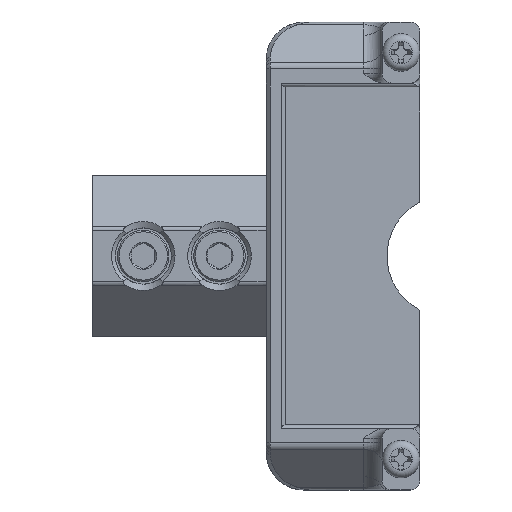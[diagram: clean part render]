
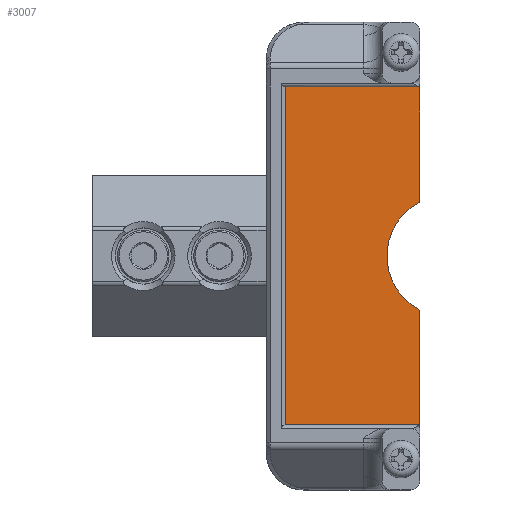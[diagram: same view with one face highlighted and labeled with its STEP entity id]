
A CAD part, top view. The second image highlights one B-rep face of the part: STEP entity #3007.
In plain terms, the highlighted planar face has unit normal (0, 0, 1).
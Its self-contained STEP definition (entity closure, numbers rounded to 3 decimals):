
#57=ELLIPSE('',#3338,1.,0.75);
#58=ELLIPSE('',#3339,1.,0.75);
#59=ELLIPSE('',#3342,1.,0.75);
#60=ELLIPSE('',#3343,1.,0.75);
#323=LINE('',#5156,#560);
#395=LINE('',#6099,#632);
#421=LINE('',#6286,#658);
#436=LINE('',#6391,#673);
#439=LINE('',#6399,#676);
#440=LINE('',#6405,#677);
#441=LINE('',#6409,#678);
#560=VECTOR('',#3695,10.);
#632=VECTOR('',#3905,10.);
#658=VECTOR('',#4021,10.);
#673=VECTOR('',#4084,10.);
#676=VECTOR('',#4093,10.);
#677=VECTOR('',#4100,10.);
#678=VECTOR('',#4103,10.);
#872=FACE_OUTER_BOUND('',#1058,.T.);
#1058=EDGE_LOOP('',(#2646,#2647,#2648,#2649,#2650,#2651,#2652,#2653,#2654,
#2655,#2656,#2657,#2658,#2659));
#1183=CIRCLE('',#3337,6.5);
#1184=CIRCLE('',#3340,1.);
#1185=CIRCLE('',#3341,1.);
#1324=VERTEX_POINT('',#5153);
#1325=VERTEX_POINT('',#5155);
#1418=VERTEX_POINT('',#6096);
#1419=VERTEX_POINT('',#6098);
#1438=VERTEX_POINT('',#6283);
#1439=VERTEX_POINT('',#6285);
#1456=VERTEX_POINT('',#6389);
#1457=VERTEX_POINT('',#6390);
#1458=VERTEX_POINT('',#6396);
#1459=VERTEX_POINT('',#6398);
#1460=VERTEX_POINT('',#6402);
#1461=VERTEX_POINT('',#6404);
#1462=VERTEX_POINT('',#6406);
#1463=VERTEX_POINT('',#6408);
#1652=EDGE_CURVE('',#1325,#1324,#323,.T.);
#1789=EDGE_CURVE('',#1418,#1419,#395,.T.);
#1838=EDGE_CURVE('',#1438,#1439,#421,.T.);
#1867=EDGE_CURVE('',#1456,#1457,#436,.T.);
#1870=EDGE_CURVE('',#1418,#1439,#1183,.T.);
#1871=EDGE_CURVE('',#1438,#1458,#57,.T.);
#1872=EDGE_CURVE('',#1458,#1459,#439,.T.);
#1873=EDGE_CURVE('',#1459,#1457,#58,.T.);
#1874=EDGE_CURVE('',#1456,#1325,#1184,.T.);
#1875=EDGE_CURVE('',#1324,#1460,#1185,.T.);
#1876=EDGE_CURVE('',#1460,#1461,#440,.T.);
#1877=EDGE_CURVE('',#1461,#1462,#59,.T.);
#1878=EDGE_CURVE('',#1462,#1463,#441,.T.);
#1879=EDGE_CURVE('',#1463,#1419,#60,.T.);
#2646=ORIENTED_EDGE('',*,*,#1870,.T.);
#2647=ORIENTED_EDGE('',*,*,#1838,.F.);
#2648=ORIENTED_EDGE('',*,*,#1871,.T.);
#2649=ORIENTED_EDGE('',*,*,#1872,.T.);
#2650=ORIENTED_EDGE('',*,*,#1873,.T.);
#2651=ORIENTED_EDGE('',*,*,#1867,.F.);
#2652=ORIENTED_EDGE('',*,*,#1874,.T.);
#2653=ORIENTED_EDGE('',*,*,#1652,.T.);
#2654=ORIENTED_EDGE('',*,*,#1875,.T.);
#2655=ORIENTED_EDGE('',*,*,#1876,.T.);
#2656=ORIENTED_EDGE('',*,*,#1877,.T.);
#2657=ORIENTED_EDGE('',*,*,#1878,.T.);
#2658=ORIENTED_EDGE('',*,*,#1879,.T.);
#2659=ORIENTED_EDGE('',*,*,#1789,.F.);
#2851=PLANE('',#3336);
#3007=ADVANCED_FACE('',(#872),#2851,.T.);
#3336=AXIS2_PLACEMENT_3D('',#6394,#4087,#4088);
#3337=AXIS2_PLACEMENT_3D('',#6395,#4089,#4090);
#3338=AXIS2_PLACEMENT_3D('',#6397,#4091,#4092);
#3339=AXIS2_PLACEMENT_3D('',#6400,#4094,#4095);
#3340=AXIS2_PLACEMENT_3D('',#6401,#4096,#4097);
#3341=AXIS2_PLACEMENT_3D('',#6403,#4098,#4099);
#3342=AXIS2_PLACEMENT_3D('',#6407,#4101,#4102);
#3343=AXIS2_PLACEMENT_3D('',#6410,#4104,#4105);
#3695=DIRECTION('',(0.,-1.,0.));
#3905=DIRECTION('',(0.,-1.,0.));
#4021=DIRECTION('',(0.,-1.,0.));
#4084=DIRECTION('',(1.,0.,0.));
#4087=DIRECTION('center_axis',(0.,0.,1.));
#4088=DIRECTION('ref_axis',(-1.,0.,0.));
#4089=DIRECTION('center_axis',(0.,0.,
-1.));
#4090=DIRECTION('ref_axis',(-0.462,0.887,0.));
#4091=DIRECTION('center_axis',(0.,0.,
-1.));
#4092=DIRECTION('ref_axis',(1.,0.,0.));
#4093=DIRECTION('',(-1.,0.,0.));
#4094=DIRECTION('center_axis',(0.,0.,
-1.));
#4095=DIRECTION('ref_axis',(1.,0.,0.));
#4096=DIRECTION('center_axis',(0.,0.,1.));
#4097=DIRECTION('ref_axis',(-1.,0.,0.));
#4098=DIRECTION('center_axis',(0.,0.,
1.));
#4099=DIRECTION('ref_axis',(0.,-1.,0.));
#4100=DIRECTION('',(1.,0.,0.));
#4101=DIRECTION('center_axis',(0.,0.,-1.));
#4102=DIRECTION('ref_axis',(1.,0.,0.));
#4103=DIRECTION('',(1.,0.,0.));
#4104=DIRECTION('center_axis',(0.,0.,
-1.));
#4105=DIRECTION('ref_axis',(1.,0.,0.));
#5153=CARTESIAN_POINT('',(88.258,687.323,2.));
#5155=CARTESIAN_POINT('',(88.258,725.323,2.));
#5156=CARTESIAN_POINT('',(88.258,725.323,2.));
#6096=CARTESIAN_POINT('',(102.658,700.557,2.));
#6098=CARTESIAN_POINT('',(102.658,686.323,2.));
#6099=CARTESIAN_POINT('',(102.658,700.557,2.));
#6283=CARTESIAN_POINT('',(102.658,726.323,2.));
#6285=CARTESIAN_POINT('',(102.658,712.09,2.));
#6286=CARTESIAN_POINT('',(102.658,726.323,2.));
#6389=CARTESIAN_POINT('',(89.258,726.323,2.));
#6390=CARTESIAN_POINT('',(98.658,726.323,2.));
#6391=CARTESIAN_POINT('',(89.258,726.323,2.));
#6394=CARTESIAN_POINT('Origin',(88.258,686.323,2.));
#6395=CARTESIAN_POINT('Origin',(105.658,706.323,2.));
#6396=CARTESIAN_POINT('',(101.658,725.573,2.));
#6397=CARTESIAN_POINT('Origin',(101.658,726.323,2.));
#6398=CARTESIAN_POINT('',(99.658,725.573,2.));
#6399=CARTESIAN_POINT('',(101.658,725.573,2.));
#6400=CARTESIAN_POINT('Origin',(99.658,726.323,2.));
#6401=CARTESIAN_POINT('Origin',(89.258,725.323,2.));
#6402=CARTESIAN_POINT('',(89.258,686.323,2.));
#6403=CARTESIAN_POINT('Origin',(89.258,687.323,2.));
#6404=CARTESIAN_POINT('',(98.658,686.323,2.));
#6405=CARTESIAN_POINT('',(89.258,686.323,2.));
#6406=CARTESIAN_POINT('',(99.658,687.073,2.));
#6407=CARTESIAN_POINT('Origin',(99.658,686.323,2.));
#6408=CARTESIAN_POINT('',(101.658,687.073,2.));
#6409=CARTESIAN_POINT('',(99.658,687.073,2.));
#6410=CARTESIAN_POINT('Origin',(101.658,686.323,2.));
